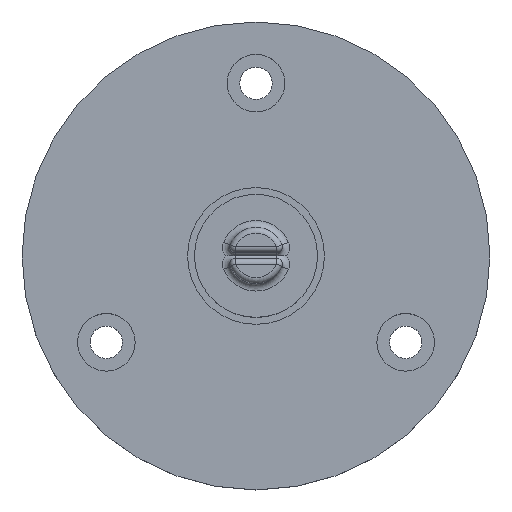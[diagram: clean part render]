
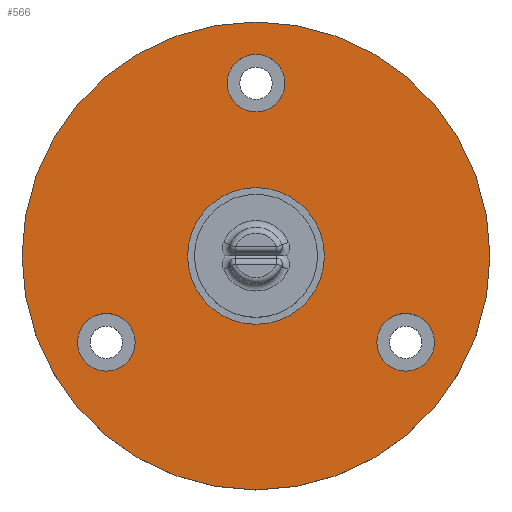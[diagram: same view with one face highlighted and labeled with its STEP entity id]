
A CAD part, top view. The second image highlights one B-rep face of the part: STEP entity #566.
In plain terms, the highlighted planar face has unit normal (0, 0, 1).
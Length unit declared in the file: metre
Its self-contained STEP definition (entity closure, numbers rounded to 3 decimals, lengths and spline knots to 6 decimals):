
#212=ORIENTED_EDGE('',*,*,#273,.F.);
#213=ORIENTED_EDGE('',*,*,#287,.F.);
#214=ORIENTED_EDGE('',*,*,#286,.F.);
#215=ORIENTED_EDGE('',*,*,#285,.F.);
#216=ORIENTED_EDGE('',*,*,#284,.T.);
#273=EDGE_CURVE('',#319,#319,#373,.T.);
#284=EDGE_CURVE('',#330,#330,#384,.T.);
#285=EDGE_CURVE('',#331,#331,#385,.T.);
#286=EDGE_CURVE('',#332,#332,#386,.T.);
#287=EDGE_CURVE('',#333,#333,#387,.T.);
#319=VERTEX_POINT('',#1009);
#330=VERTEX_POINT('',#1040);
#331=VERTEX_POINT('',#1043);
#332=VERTEX_POINT('',#1046);
#333=VERTEX_POINT('',#1049);
#373=CIRCLE('',#648,0.0095);
#384=CIRCLE('',#668,0.0325);
#385=CIRCLE('',#670,0.004);
#386=CIRCLE('',#672,0.004);
#387=CIRCLE('',#674,0.004);
#446=EDGE_LOOP('',(#212));
#447=EDGE_LOOP('',(#213));
#448=EDGE_LOOP('',(#214));
#449=EDGE_LOOP('',(#215));
#450=EDGE_LOOP('',(#216));
#509=FACE_BOUND('',#446,.T.);
#510=FACE_BOUND('',#447,.T.);
#511=FACE_BOUND('',#448,.T.);
#512=FACE_BOUND('',#449,.T.);
#513=FACE_BOUND('',#450,.T.);
#524=PLANE('',#675);
#566=ADVANCED_FACE('',(#509,#510,#511,#512,#513),#524,.T.);
#648=AXIS2_PLACEMENT_3D('',#1008,#829,#830);
#668=AXIS2_PLACEMENT_3D('',#1039,#869,#870);
#670=AXIS2_PLACEMENT_3D('',#1042,#873,#874);
#672=AXIS2_PLACEMENT_3D('',#1045,#877,#878);
#674=AXIS2_PLACEMENT_3D('',#1048,#881,#882);
#675=AXIS2_PLACEMENT_3D('',#1050,#883,#884);
#829=DIRECTION('',(0.,0.,1.));
#830=DIRECTION('',(1.,0.,0.));
#869=DIRECTION('',(0.,0.,1.));
#870=DIRECTION('',(1.,0.,0.));
#873=DIRECTION('',(0.,0.,1.));
#874=DIRECTION('',(1.,0.,0.));
#877=DIRECTION('',(0.,0.,1.));
#878=DIRECTION('',(-0.5,-0.866,0.));
#881=DIRECTION('',(0.,0.,1.));
#882=DIRECTION('',(-0.5,0.866,0.));
#883=DIRECTION('',(0.,0.,1.));
#884=DIRECTION('',(1.,0.,0.));
#1008=CARTESIAN_POINT('',(0.,0.,0.124));
#1009=CARTESIAN_POINT('',(0.0095,0.,0.124));
#1039=CARTESIAN_POINT('',(0.,0.,0.124));
#1040=CARTESIAN_POINT('',(0.0325,0.,0.124));
#1042=CARTESIAN_POINT('',(0.,0.024,0.124));
#1043=CARTESIAN_POINT('',(0.004,0.024,0.124));
#1045=CARTESIAN_POINT('',(0.020785,-0.012,0.124));
#1046=CARTESIAN_POINT('',(0.018785,-0.015464,0.124));
#1048=CARTESIAN_POINT('',(-0.020785,-0.012,0.124));
#1049=CARTESIAN_POINT('',(-0.022785,-0.008536,0.124));
#1050=CARTESIAN_POINT('',(0.,0.,0.124));
